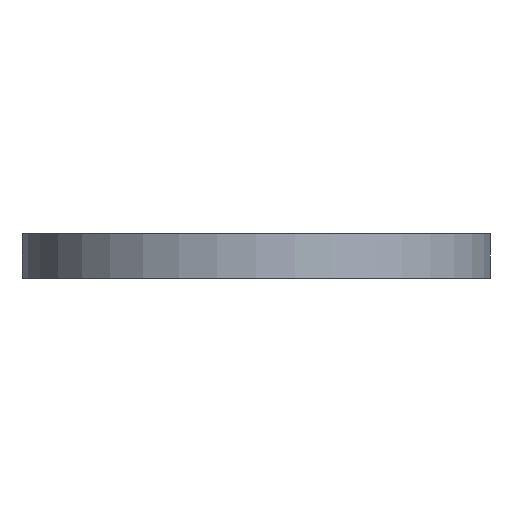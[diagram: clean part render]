
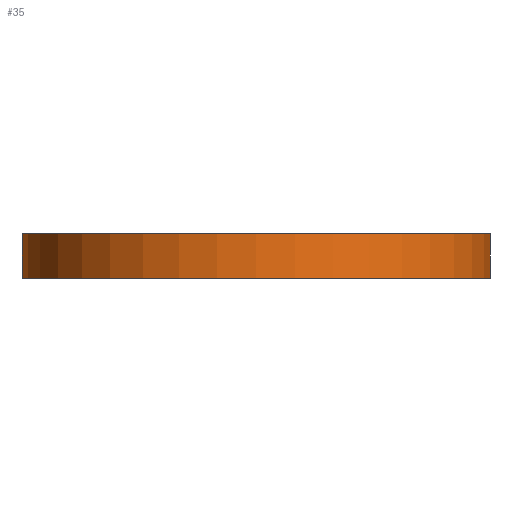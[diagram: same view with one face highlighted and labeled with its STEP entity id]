
A CAD part, left-side view. The second image highlights one B-rep face of the part: STEP entity #35.
In plain terms, the highlighted cylindrical face has radius 12 mm (diameter 24 mm), a partial arc.
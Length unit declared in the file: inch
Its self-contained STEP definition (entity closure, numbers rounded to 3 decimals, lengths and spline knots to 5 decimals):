
#35 = ADVANCED_FACE ( 'NONE', ( #779 ), #874, .T. ) ;
#38 = VERTEX_POINT ( 'NONE', #1052 ) ;
#55 = DIRECTION ( 'NONE',  ( 0., 0., 1. ) ) ;
#67 = DIRECTION ( 'NONE',  ( 1., 0., 0. ) ) ;
#93 = CARTESIAN_POINT ( 'NONE',  ( 0., 0., 0. ) ) ;
#107 = CARTESIAN_POINT ( 'NONE',  ( 0., 0., -0.09 ) ) ;
#132 = CARTESIAN_POINT ( 'NONE',  ( 0.12677, 0.45511, -0.09 ) ) ;
#133 = CIRCLE ( 'NONE', #939, 0.47244 ) ;
#139 = EDGE_CURVE ( 'NONE', #344, #243, #481, .T. ) ;
#148 = CIRCLE ( 'NONE', #572, 0.47244 ) ;
#238 = EDGE_LOOP ( 'NONE', ( #839, #623, #1023, #881 ) ) ;
#243 = VERTEX_POINT ( 'NONE', #673 ) ;
#261 = CARTESIAN_POINT ( 'NONE',  ( 0.12677, -0.45511, 0. ) ) ;
#278 = DIRECTION ( 'NONE',  ( 1., 0., 0. ) ) ;
#299 = EDGE_CURVE ( 'NONE', #243, #707, #133, .T. ) ;
#330 = DIRECTION ( 'NONE',  ( 0., 0., 1. ) ) ;
#344 = VERTEX_POINT ( 'NONE', #132 ) ;
#362 = EDGE_CURVE ( 'NONE', #344, #38, #148, .T. ) ;
#399 = LINE ( 'NONE', #656, #903 ) ;
#440 = VECTOR ( 'NONE', #806, 39.37008 ) ;
#481 = LINE ( 'NONE', #1076, #440 ) ;
#572 = AXIS2_PLACEMENT_3D ( 'NONE', #981, #639, #800 ) ;
#618 = AXIS2_PLACEMENT_3D ( 'NONE', #107, #699, #278 ) ;
#623 = ORIENTED_EDGE ( 'NONE', *, *, #139, .F. ) ;
#639 = DIRECTION ( 'NONE',  ( 0., 0., 1. ) ) ;
#656 = CARTESIAN_POINT ( 'NONE',  ( 0.12677, -0.45511, -0.09 ) ) ;
#673 = CARTESIAN_POINT ( 'NONE',  ( 0.12677, 0.45511, 0. ) ) ;
#699 = DIRECTION ( 'NONE',  ( 0., 0., 1. ) ) ;
#707 = VERTEX_POINT ( 'NONE', #261 ) ;
#779 = FACE_OUTER_BOUND ( 'NONE', #238, .T. ) ;
#800 = DIRECTION ( 'NONE',  ( 1., 0., 0. ) ) ;
#806 = DIRECTION ( 'NONE',  ( 0., 0., 1. ) ) ;
#839 = ORIENTED_EDGE ( 'NONE', *, *, #299, .F. ) ;
#874 = CYLINDRICAL_SURFACE ( 'NONE', #618, 0.47244 ) ;
#881 = ORIENTED_EDGE ( 'NONE', *, *, #1041, .T. ) ;
#903 = VECTOR ( 'NONE', #55, 39.37008 ) ;
#939 = AXIS2_PLACEMENT_3D ( 'NONE', #93, #330, #67 ) ;
#981 = CARTESIAN_POINT ( 'NONE',  ( 0., 0., -0.09 ) ) ;
#1023 = ORIENTED_EDGE ( 'NONE', *, *, #362, .T. ) ;
#1041 = EDGE_CURVE ( 'NONE', #38, #707, #399, .T. ) ;
#1052 = CARTESIAN_POINT ( 'NONE',  ( 0.12677, -0.45511, -0.09 ) ) ;
#1076 = CARTESIAN_POINT ( 'NONE',  ( 0.12677, 0.45511, -0.09 ) ) ;
